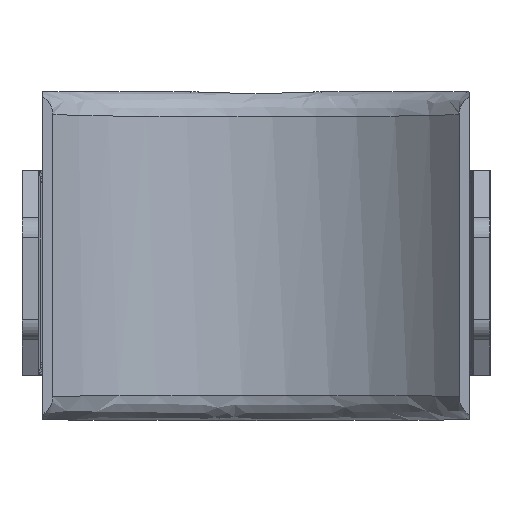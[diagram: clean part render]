
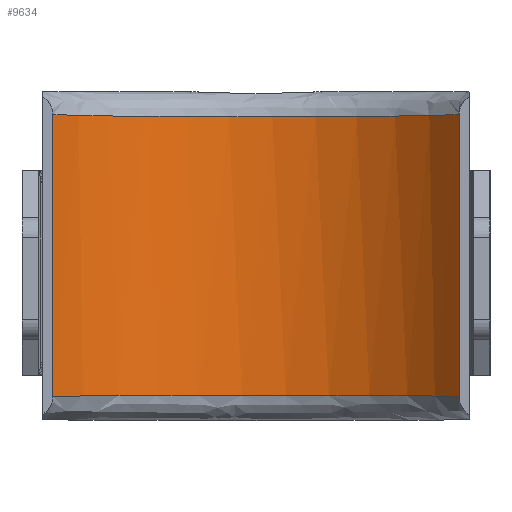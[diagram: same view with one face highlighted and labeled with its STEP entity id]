
A CAD part, front view. The second image highlights one B-rep face of the part: STEP entity #9634.
In plain terms, the highlighted cylindrical face has radius 31.5 mm (diameter 63 mm), a partial arc.
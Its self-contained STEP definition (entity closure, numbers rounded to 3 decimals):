
#2 = FACE_OUTER_BOUND ( 'NONE', #14710, .T. ) ;
#108 = VERTEX_POINT ( 'NONE', #12114 ) ;
#172 = EDGE_CURVE ( 'NONE', #7447, #108, #2213, .T. ) ;
#607 = CARTESIAN_POINT ( 'NONE',  ( -21.588, -8.437, -17.083 ) ) ;
#760 = CARTESIAN_POINT ( 'NONE',  ( 18.824, -6.216, -17.045 ) ) ;
#1005 = CARTESIAN_POINT ( 'NONE',  ( 24.739, -12., 17.175 ) ) ;
#1181 = CARTESIAN_POINT ( 'NONE',  ( 24.739, -12., 17.175 ) ) ;
#1411 = CARTESIAN_POINT ( 'NONE',  ( 24.739, -12., 17.175 ) ) ;
#1484 = CARTESIAN_POINT ( 'NONE',  ( -4.743, -0.27, -16.999 ) ) ;
#2213 = LINE ( 'NONE', #1181, #10993 ) ;
#2282 = CARTESIAN_POINT ( 'NONE',  ( 17.865, -5.529, 17.036 ) ) ;
#2386 = DIRECTION ( 'NONE',  ( 0., 0., -1. ) ) ;
#2453 = DIRECTION ( 'NONE',  ( 0., 0., -1. ) ) ;
#2670 = CARTESIAN_POINT ( 'NONE',  ( -8.193, -1.061, -17. ) ) ;
#2987 = CARTESIAN_POINT ( 'NONE',  ( -15.865, -4.185, -17.019 ) ) ;
#3310 = CARTESIAN_POINT ( 'NONE',  ( -24.739, -12., 17.175 ) ) ;
#3471 = CARTESIAN_POINT ( 'NONE',  ( -21.588, -8.437, 17.083 ) ) ;
#3864 = CARTESIAN_POINT ( 'NONE',  ( -12.68, -2.641, -17.007 ) ) ;
#3901 = CARTESIAN_POINT ( 'NONE',  ( -24.739, -12., 17.175 ) ) ;
#4563 = CARTESIAN_POINT ( 'NONE',  ( 4.742, -0.336, -16.999 ) ) ;
#4575 = CARTESIAN_POINT ( 'NONE',  ( -12.68, -2.641, 17.007 ) ) ;
#4652 = CARTESIAN_POINT ( 'NONE',  ( 21.536, -8.482, 17.085 ) ) ;
#4831 = CYLINDRICAL_SURFACE ( 'NONE', #6988, 31.5 ) ;
#5127 = CARTESIAN_POINT ( 'NONE',  ( 1.186, 0., -16.999 ) ) ;
#5128 = EDGE_CURVE ( 'NONE', #7447, #11317, #5414, .T. ) ;
#5360 = CARTESIAN_POINT ( 'NONE',  ( -17.862, -5.444, -17.032 ) ) ;
#5414 = B_SPLINE_CURVE_WITH_KNOTS ( 'NONE', 3,
 ( #1005, #15474, #11867, #4652, #5767, #9563, #2282, #8057, #5923, #10825, #9486, #15634, #6876, #10597, #11706, #14298, #6954, #5683, #15396, #15556, #4575, #6004, #10748, #3471, #12964, #3310 ),
 .UNSPECIFIED., .F., .F.,
 ( 4, 2, 2, 2, 2, 2, 2, 2, 2, 2, 2, 2, 4 ),
 ( 0., 0.004, 0.007, 0.011, 0.014, 0.022, 0.025, 0.029, 0.036, 0.039, 0.043, 0.05, 0.057 ),
 .UNSPECIFIED. ) ;
#5593 = CARTESIAN_POINT ( 'NONE',  ( 9.392, -1.339, -17.001 ) ) ;
#5683 = CARTESIAN_POINT ( 'NONE',  ( -8.193, -1.061, 17. ) ) ;
#5767 = CARTESIAN_POINT ( 'NONE',  ( 20.66, -7.692, 17.07 ) ) ;
#5923 = CARTESIAN_POINT ( 'NONE',  ( 14.812, -3.675, 17.015 ) ) ;
#5945 = CARTESIAN_POINT ( 'NONE',  ( 0., -31.5, 20. ) ) ;
#6004 = CARTESIAN_POINT ( 'NONE',  ( -15.865, -4.185, 17.019 ) ) ;
#6329 = CARTESIAN_POINT ( 'NONE',  ( -2.399, -0.001, -16.999 ) ) ;
#6876 = CARTESIAN_POINT ( 'NONE',  ( 4.742, -0.336, 16.999 ) ) ;
#6954 = CARTESIAN_POINT ( 'NONE',  ( -4.743, -0.27, 16.999 ) ) ;
#6988 = AXIS2_PLACEMENT_3D ( 'NONE', #5945, #2386, #7215 ) ;
#7024 = CARTESIAN_POINT ( 'NONE',  ( 5.924, -0.539, -16.999 ) ) ;
#7215 = DIRECTION ( 'NONE',  ( -1., 0., 0. ) ) ;
#7447 = VERTEX_POINT ( 'NONE', #1411 ) ;
#7966 = CARTESIAN_POINT ( 'NONE',  ( 23.999, -11.062, -17.147 ) ) ;
#8057 = CARTESIAN_POINT ( 'NONE',  ( 15.861, -4.259, 17.021 ) ) ;
#8200 = CARTESIAN_POINT ( 'NONE',  ( 24.739, -12., -17.175 ) ) ;
#8289 = B_SPLINE_CURVE_WITH_KNOTS ( 'NONE', 3,
 ( #9003, #14934, #607, #5360, #2987, #3864, #8928, #8693, #2670, #1484, #6329, #5127, #11775, #4563, #7024, #5593, #11617, #10502, #15304, #12796, #760, #9079, #9316, #13896, #7966, #8200 ),
 .UNSPECIFIED., .F., .F.,
 ( 4, 2, 2, 2, 2, 2, 2, 2, 2, 2, 2, 2, 4 ),
 ( 0., 0.007, 0.014, 0.018, 0.021, 0.028, 0.032, 0.036, 0.043, 0.046, 0.05, 0.053, 0.057 ),
 .UNSPECIFIED. ) ;
#8693 = CARTESIAN_POINT ( 'NONE',  ( -9.332, -1.39, -17.001 ) ) ;
#8726 = LINE ( 'NONE', #3901, #15048 ) ;
#8794 = CARTESIAN_POINT ( 'NONE',  ( -24.739, -12., -17.175 ) ) ;
#8928 = CARTESIAN_POINT ( 'NONE',  ( -11.586, -2.184, -17.005 ) ) ;
#9003 = CARTESIAN_POINT ( 'NONE',  ( -24.739, -12., -17.175 ) ) ;
#9079 = CARTESIAN_POINT ( 'NONE',  ( 20.66, -7.692, -17.07 ) ) ;
#9316 = CARTESIAN_POINT ( 'NONE',  ( 21.536, -8.482, -17.085 ) ) ;
#9362 = EDGE_CURVE ( 'NONE', #11317, #11666, #8726, .T. ) ;
#9486 = CARTESIAN_POINT ( 'NONE',  ( 9.392, -1.339, 17.001 ) ) ;
#9563 = CARTESIAN_POINT ( 'NONE',  ( 18.824, -6.216, 17.045 ) ) ;
#9633 = ORIENTED_EDGE ( 'NONE', *, *, #12683, .T. ) ;
#9634 = ADVANCED_FACE ( 'NONE', ( #2 ), #4831, .F. ) ;
#10181 = ORIENTED_EDGE ( 'NONE', *, *, #5128, .T. ) ;
#10502 = CARTESIAN_POINT ( 'NONE',  ( 14.812, -3.675, -17.015 ) ) ;
#10597 = CARTESIAN_POINT ( 'NONE',  ( 2.376, -0.067, 16.999 ) ) ;
#10748 = CARTESIAN_POINT ( 'NONE',  ( -17.862, -5.444, 17.032 ) ) ;
#10825 = CARTESIAN_POINT ( 'NONE',  ( 11.614, -2.123, 17.003 ) ) ;
#10993 = VECTOR ( 'NONE', #2453, 1000. ) ;
#11317 = VERTEX_POINT ( 'NONE', #12873 ) ;
#11617 = CARTESIAN_POINT ( 'NONE',  ( 11.614, -2.123, -17.003 ) ) ;
#11666 = VERTEX_POINT ( 'NONE', #8794 ) ;
#11706 = CARTESIAN_POINT ( 'NONE',  ( 1.186, 0., 16.999 ) ) ;
#11775 = CARTESIAN_POINT ( 'NONE',  ( 2.376, -0.067, -16.999 ) ) ;
#11867 = CARTESIAN_POINT ( 'NONE',  ( 23.205, -10.165, 17.124 ) ) ;
#11996 = ORIENTED_EDGE ( 'NONE', *, *, #172, .F. ) ;
#12114 = CARTESIAN_POINT ( 'NONE',  ( 24.739, -12., -17.175 ) ) ;
#12527 = DIRECTION ( 'NONE',  ( 0., 0., -1. ) ) ;
#12683 = EDGE_CURVE ( 'NONE', #11666, #108, #8289, .T. ) ;
#12796 = CARTESIAN_POINT ( 'NONE',  ( 17.865, -5.529, -17.036 ) ) ;
#12873 = CARTESIAN_POINT ( 'NONE',  ( -24.739, -12., 17.175 ) ) ;
#12964 = CARTESIAN_POINT ( 'NONE',  ( -23.259, -10.123, 17.119 ) ) ;
#13896 = CARTESIAN_POINT ( 'NONE',  ( 23.205, -10.165, -17.124 ) ) ;
#14298 = CARTESIAN_POINT ( 'NONE',  ( -2.399, -0.001, 16.999 ) ) ;
#14710 = EDGE_LOOP ( 'NONE', ( #9633, #11996, #10181, #14747 ) ) ;
#14747 = ORIENTED_EDGE ( 'NONE', *, *, #9362, .T. ) ;
#14934 = CARTESIAN_POINT ( 'NONE',  ( -23.259, -10.123, -17.119 ) ) ;
#15048 = VECTOR ( 'NONE', #12527, 1000. ) ;
#15304 = CARTESIAN_POINT ( 'NONE',  ( 15.861, -4.259, -17.021 ) ) ;
#15396 = CARTESIAN_POINT ( 'NONE',  ( -9.332, -1.39, 17.001 ) ) ;
#15474 = CARTESIAN_POINT ( 'NONE',  ( 23.999, -11.062, 17.147 ) ) ;
#15556 = CARTESIAN_POINT ( 'NONE',  ( -11.586, -2.184, 17.005 ) ) ;
#15634 = CARTESIAN_POINT ( 'NONE',  ( 5.924, -0.539, 16.999 ) ) ;
